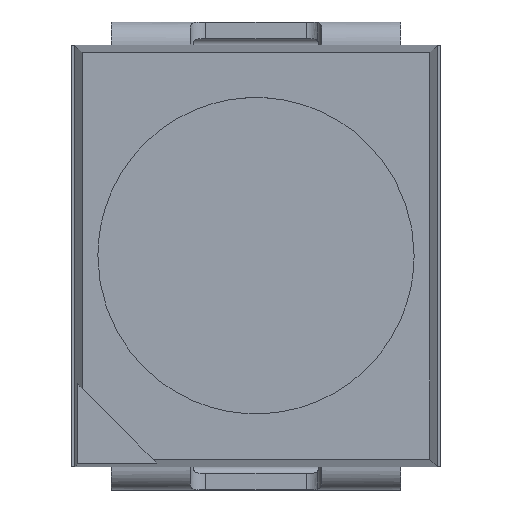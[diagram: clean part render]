
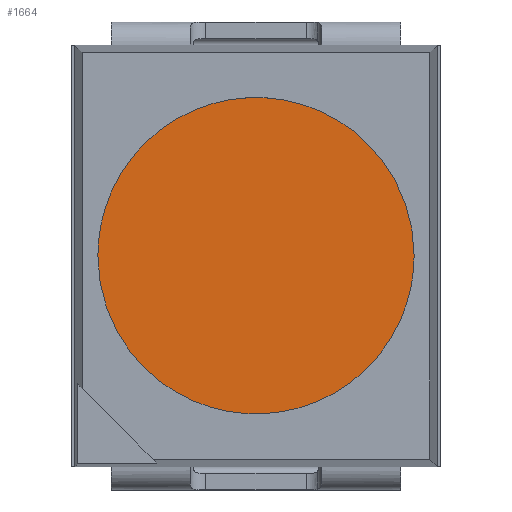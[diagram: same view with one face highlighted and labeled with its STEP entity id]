
A CAD part, top view. The second image highlights one B-rep face of the part: STEP entity #1664.
In plain terms, the highlighted planar face has unit normal (0, 0, 1).
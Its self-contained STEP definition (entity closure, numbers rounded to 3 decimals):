
#6 = CARTESIAN_POINT ( 'NONE',  ( 1.142, 0.371, -0.021 ) ) ;
#16 = B_SPLINE_CURVE_WITH_KNOTS ( 'NONE', 3,
 ( #354, #2261, #1119, #330, #1924, #161, #582, #1541, #1726, #966, #2114, #2497, #1154, #2306, #974, #782, #2316, #2518, #1934, #2514, #576, #1164, #565, #387, #2329, #1353, #556, #368, #1913, #956, #1362, #178, #1147, #1340 ),
 .UNSPECIFIED., .F., .F.,
 ( 4, 1, 1, 2, 2, 2, 1, 1, 2, 2, 2, 1, 1, 2, 2, 2, 1, 1, 2, 2, 4 ),
 ( 0., 0., 0., 0., 0., 0.001, 0.001, 0.001, 0.001, 0.001, 0.002, 0.002, 0.002, 0.002, 0.002, 0.003, 0.003, 0.003, 0.003, 0.003, 0.004 ),
 .UNSPECIFIED. ) ;
#161 = CARTESIAN_POINT ( 'NONE',  ( -1.129, -0.406, -0.021 ) ) ;
#169 = CARTESIAN_POINT ( 'NONE',  ( -0.907, 0.79, -0.021 ) ) ;
#178 = CARTESIAN_POINT ( 'NONE',  ( 1.172, -0.301, -0.021 ) ) ;
#185 = CARTESIAN_POINT ( 'NONE',  ( -1.1, 0.48, -0.021 ) ) ;
#311 = CARTESIAN_POINT ( 'NONE',  ( -1.2, 0., -0.021 ) ) ;
#330 = CARTESIAN_POINT ( 'NONE',  ( -1.159, -0.317, -0.021 ) ) ;
#354 = CARTESIAN_POINT ( 'NONE',  ( -1.2, 0., -0.021 ) ) ;
#368 = CARTESIAN_POINT ( 'NONE',  ( 1.056, -0.572, -0.021 ) ) ;
#375 = CARTESIAN_POINT ( 'NONE',  ( -0.189, 1.189, -0.021 ) ) ;
#383 = B_SPLINE_CURVE_WITH_KNOTS ( 'NONE', 3,
 ( #2095, #963, #1173, #600, #6, #590, #391, #2346, #1579, #1567, #2517, #789, #1367, #1936, #1940, #414, #983, #607, #375, #2521, #1161, #1764, #2149, #999, #1965, #169, #802, #1730, #1547, #185, #1187, #1370, #784, #1750 ),
 .UNSPECIFIED., .F., .F.,
 ( 4, 1, 1, 2, 2, 2, 1, 1, 2, 2, 2, 1, 1, 2, 2, 2, 1, 1, 2, 2, 4 ),
 ( 0., 0., 0., 0., 0., 0.001, 0.001, 0.001, 0.001, 0.001, 0.002, 0.002, 0.002, 0.002, 0.002, 0.003, 0.003, 0.003, 0.003, 0.003, 0.004 ),
 .UNSPECIFIED. ) ;
#387 = CARTESIAN_POINT ( 'NONE',  ( 0.596, -1.055, -0.021 ) ) ;
#391 = CARTESIAN_POINT ( 'NONE',  ( 1.123, 0.422, -0.021 ) ) ;
#414 = CARTESIAN_POINT ( 'NONE',  ( 0.3, 1.172, -0.021 ) ) ;
#519 = PLANE ( 'NONE',  #860 ) ;
#556 = CARTESIAN_POINT ( 'NONE',  ( 0.984, -0.695, -0.021 ) ) ;
#565 = CARTESIAN_POINT ( 'NONE',  ( 0.422, -1.123, -0.021 ) ) ;
#576 = CARTESIAN_POINT ( 'NONE',  ( 0.37, -1.142, -0.021 ) ) ;
#582 = CARTESIAN_POINT ( 'NONE',  ( -1.123, -0.422, -0.021 ) ) ;
#590 = CARTESIAN_POINT ( 'NONE',  ( 1.129, 0.406, -0.021 ) ) ;
#600 = CARTESIAN_POINT ( 'NONE',  ( 1.159, 0.317, -0.021 ) ) ;
#607 = CARTESIAN_POINT ( 'NONE',  ( -0.076, 1.2, -0.021 ) ) ;
#782 = CARTESIAN_POINT ( 'NONE',  ( -0.3, -1.172, -0.021 ) ) ;
#784 = CARTESIAN_POINT ( 'NONE',  ( -1.2, 0.153, -0.021 ) ) ;
#789 = CARTESIAN_POINT ( 'NONE',  ( 0.572, 1.056, -0.021 ) ) ;
#802 = CARTESIAN_POINT ( 'NONE',  ( -0.984, 0.695, -0.021 ) ) ;
#860 = AXIS2_PLACEMENT_3D ( 'NONE', #2068, #1551, #2524 ) ;
#956 = CARTESIAN_POINT ( 'NONE',  ( 1.1, -0.48, -0.021 ) ) ;
#963 = CARTESIAN_POINT ( 'NONE',  ( 1.2, 0.077, -0.021 ) ) ;
#966 = CARTESIAN_POINT ( 'NONE',  ( -0.79, -0.907, -0.021 ) ) ;
#974 = CARTESIAN_POINT ( 'NONE',  ( -0.459, -1.109, -0.021 ) ) ;
#983 = CARTESIAN_POINT ( 'NONE',  ( 0.153, 1.2, -0.021 ) ) ;
#998 = VERTEX_POINT ( 'NONE', #311 ) ;
#999 = CARTESIAN_POINT ( 'NONE',  ( -0.596, 1.055, -0.021 ) ) ;
#1119 = CARTESIAN_POINT ( 'NONE',  ( -1.189, -0.189, -0.021 ) ) ;
#1147 = CARTESIAN_POINT ( 'NONE',  ( 1.2, -0.153, -0.021 ) ) ;
#1154 = CARTESIAN_POINT ( 'NONE',  ( -0.517, -1.083, -0.021 ) ) ;
#1161 = CARTESIAN_POINT ( 'NONE',  ( -0.37, 1.142, -0.021 ) ) ;
#1164 = CARTESIAN_POINT ( 'NONE',  ( 0.406, -1.129, -0.021 ) ) ;
#1173 = CARTESIAN_POINT ( 'NONE',  ( 1.189, 0.189, -0.021 ) ) ;
#1187 = CARTESIAN_POINT ( 'NONE',  ( -1.109, 0.459, -0.021 ) ) ;
#1340 = CARTESIAN_POINT ( 'NONE',  ( 1.2, 0., -0.021 ) ) ;
#1353 = CARTESIAN_POINT ( 'NONE',  ( 0.907, -0.79, -0.021 ) ) ;
#1356 = FACE_OUTER_BOUND ( 'NONE', #1558, .T. ) ;
#1362 = CARTESIAN_POINT ( 'NONE',  ( 1.109, -0.459, -0.021 ) ) ;
#1367 = CARTESIAN_POINT ( 'NONE',  ( 0.517, 1.083, -0.021 ) ) ;
#1370 = CARTESIAN_POINT ( 'NONE',  ( -1.172, 0.301, -0.021 ) ) ;
#1541 = CARTESIAN_POINT ( 'NONE',  ( -1.055, -0.596, -0.021 ) ) ;
#1547 = CARTESIAN_POINT ( 'NONE',  ( -1.083, 0.517, -0.021 ) ) ;
#1551 = DIRECTION ( 'NONE',  ( 0., 0., 1. ) ) ;
#1558 = EDGE_LOOP ( 'NONE', ( #1655, #2442 ) ) ;
#1567 = CARTESIAN_POINT ( 'NONE',  ( 0.79, 0.907, -0.021 ) ) ;
#1579 = CARTESIAN_POINT ( 'NONE',  ( 0.966, 0.731, -0.021 ) ) ;
#1655 = ORIENTED_EDGE ( 'NONE', *, *, #1656, .T. ) ;
#1656 = EDGE_CURVE ( 'NONE', #998, #2507, #16, .T. ) ;
#1664 = ADVANCED_FACE ( 'NONE', ( #1356 ), #519, .T. ) ;
#1726 = CARTESIAN_POINT ( 'NONE',  ( -0.966, -0.731, -0.021 ) ) ;
#1730 = CARTESIAN_POINT ( 'NONE',  ( -1.056, 0.572, -0.021 ) ) ;
#1750 = CARTESIAN_POINT ( 'NONE',  ( -1.2, 0., -0.021 ) ) ;
#1764 = CARTESIAN_POINT ( 'NONE',  ( -0.406, 1.129, -0.021 ) ) ;
#1818 = CARTESIAN_POINT ( 'NONE',  ( 1.2, 0., -0.021 ) ) ;
#1913 = CARTESIAN_POINT ( 'NONE',  ( 1.083, -0.517, -0.021 ) ) ;
#1924 = CARTESIAN_POINT ( 'NONE',  ( -1.142, -0.371, -0.021 ) ) ;
#1934 = CARTESIAN_POINT ( 'NONE',  ( 0.189, -1.189, -0.021 ) ) ;
#1936 = CARTESIAN_POINT ( 'NONE',  ( 0.48, 1.1, -0.021 ) ) ;
#1940 = CARTESIAN_POINT ( 'NONE',  ( 0.459, 1.109, -0.021 ) ) ;
#1965 = CARTESIAN_POINT ( 'NONE',  ( -0.731, 0.966, -0.021 ) ) ;
#2068 = CARTESIAN_POINT ( 'NONE',  ( -1.224, 1.224, -0.021 ) ) ;
#2095 = CARTESIAN_POINT ( 'NONE',  ( 1.2, 0., -0.021 ) ) ;
#2114 = CARTESIAN_POINT ( 'NONE',  ( -0.695, -0.984, -0.021 ) ) ;
#2149 = CARTESIAN_POINT ( 'NONE',  ( -0.422, 1.123, -0.021 ) ) ;
#2261 = CARTESIAN_POINT ( 'NONE',  ( -1.2, -0.077, -0.021 ) ) ;
#2285 = EDGE_CURVE ( 'NONE', #2507, #998, #383, .T. ) ;
#2306 = CARTESIAN_POINT ( 'NONE',  ( -0.48, -1.1, -0.021 ) ) ;
#2316 = CARTESIAN_POINT ( 'NONE',  ( -0.153, -1.2, -0.021 ) ) ;
#2329 = CARTESIAN_POINT ( 'NONE',  ( 0.731, -0.966, -0.021 ) ) ;
#2346 = CARTESIAN_POINT ( 'NONE',  ( 1.055, 0.596, -0.021 ) ) ;
#2442 = ORIENTED_EDGE ( 'NONE', *, *, #2285, .T. ) ;
#2497 = CARTESIAN_POINT ( 'NONE',  ( -0.572, -1.056, -0.021 ) ) ;
#2507 = VERTEX_POINT ( 'NONE', #1818 ) ;
#2514 = CARTESIAN_POINT ( 'NONE',  ( 0.316, -1.159, -0.021 ) ) ;
#2517 = CARTESIAN_POINT ( 'NONE',  ( 0.695, 0.984, -0.021 ) ) ;
#2518 = CARTESIAN_POINT ( 'NONE',  ( 0.076, -1.2, -0.021 ) ) ;
#2521 = CARTESIAN_POINT ( 'NONE',  ( -0.316, 1.159, -0.021 ) ) ;
#2524 = DIRECTION ( 'NONE',  ( 1., 0., 0. ) ) ;
